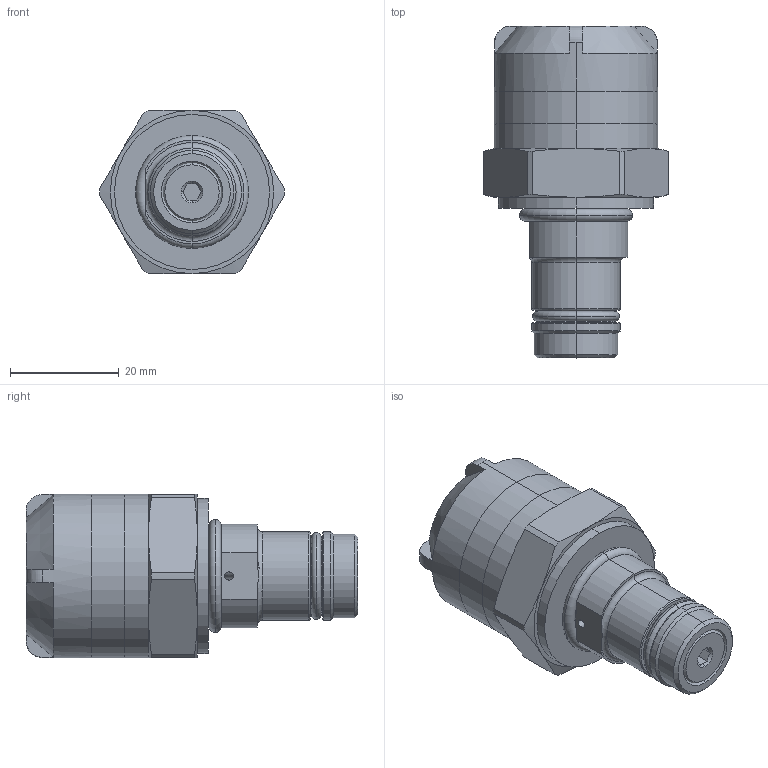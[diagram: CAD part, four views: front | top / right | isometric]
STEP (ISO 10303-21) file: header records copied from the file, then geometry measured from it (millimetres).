
FILE_DESCRIPTION (( 'STEP AP214' ), '1' );
FILE_NAME ('86.STEP', '2020-02-11T10:08:00', ( '' ), ( '' ), 'SwSTEP 2.0', 'SolidWorks 2019', '' );
FILE_SCHEMA (( 'AUTOMOTIVE_DESIGN' ));
Length unit declared in the file: millimetre
Products named in the file (1): 86
Bounding box: 34 x 61 x 30 mm (x, y, z)
Surface area: 7172.9 mm2 (no closed solid volume)
Topology: 0 solids, 14 shells, 150 faces, 716 edges, 575 vertices
Faces by surface type: plane 62, cylinder 33, cone 26, torus 25, bspline 4
Entity records: 10238 total; most frequent: CARTESIAN_POINT 3104, DIRECTION 1048, ORIENTED_EDGE 998, EDGE_CURVE 716, VERTEX_POINT 575, VECTOR 426, LINE 426, AXIS2_PLACEMENT_3D 311
